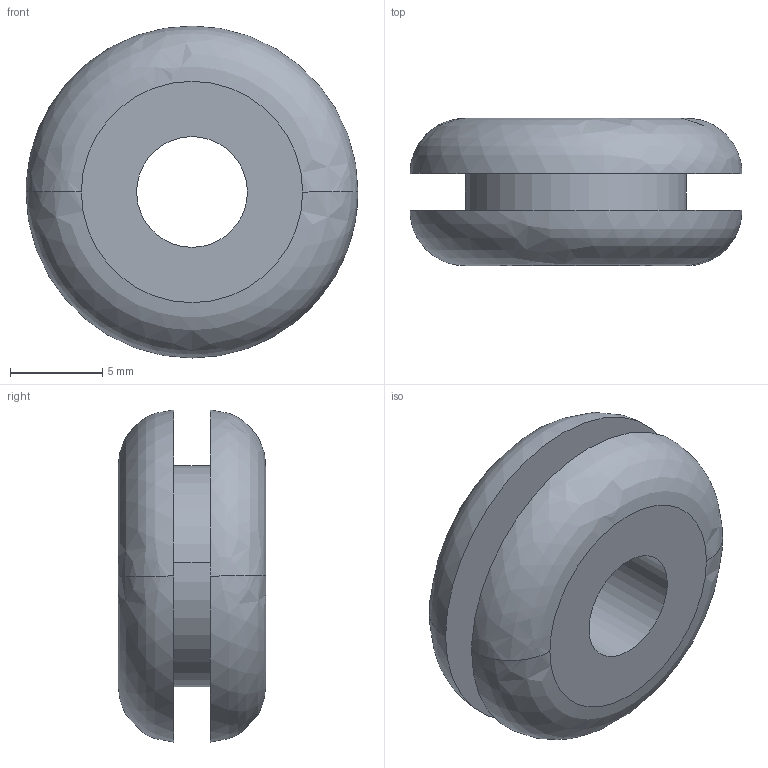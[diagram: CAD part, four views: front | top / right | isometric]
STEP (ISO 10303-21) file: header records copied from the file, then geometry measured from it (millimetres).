
FILE_DESCRIPTION( (''), '2;1');
FILE_NAME ('PC50.12492.TM_B_6_2_CRUL_3319.stp','2019-12-19T13:36:55',(''),(''),'spGate 15.6.1','','');
FILE_SCHEMA (('AUTOMOTIVE_DESIGN'));
Length unit declared in the file: millimetre
Bounding box: 18 x 8 x 18 mm (x, y, z)
Volume: 1324.6 mm3; surface area: 1146.9 mm2
Topology: 1 solids, 1 shells, 12 faces, 37 edges, 29 vertices
Faces by surface type: plane 4, cylinder 4, bspline 4
Entity records: 832 total; most frequent: CARTESIAN_POINT 194, DIRECTION 74, ORIENTED_EDGE 74, COLOUR_RGB 50, PRESENTATION_STYLE_ASSIGNMENT 50, STYLED_ITEM 50, AXIS2_PLACEMENT_3D 37, EDGE_CURVE 37
